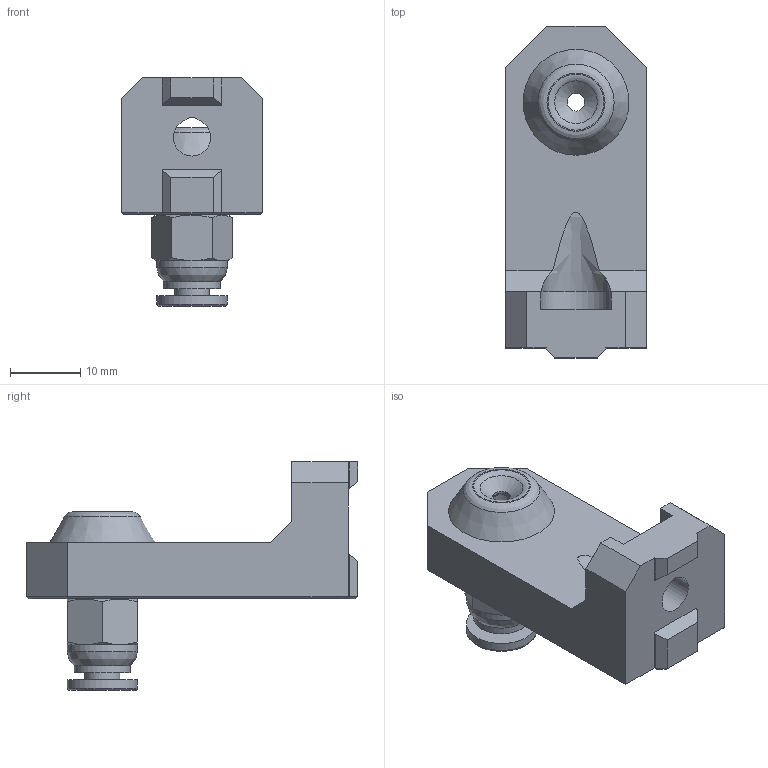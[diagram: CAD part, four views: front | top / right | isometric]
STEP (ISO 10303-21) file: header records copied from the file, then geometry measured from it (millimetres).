
FILE_DESCRIPTION(/* description */ (''),/* implementation_level */ '2;1');
FILE_NAME(/* name */ 'frame_mount_standard.step',/* time_stamp */ '2024-10-11T11:27:55+02:00',/* author */ (''),/* organization */ (''),/* preprocessor_version */ 'ST-DEVELOPER v20',/* originating_system */ 'Autodesk Translation Framework v13.20.0.188',/* authorisation */ '');
FILE_SCHEMA (('AUTOMOTIVE_DESIGN { 1 0 10303 214 3 1 1 }'));
Length unit declared in the file: millimetre
Products named in the file (2): frame_mount_standard; pc4-m10
Assembly tree (1 placements, depth 2):
  frame_mount_standard
    pc4-m10
Bounding box: 20 x 47.26 x 32.53 mm (x, y, z)
Volume: 9493.6 mm3; surface area: 5158.5 mm2
Topology: 2 solids, 4 shells, 155 faces, 389 edges, 245 vertices
Faces by surface type: plane 94, cylinder 38, cone 14, bspline 5, torus 4
Full cylindrical faces by diameter (mm): 2.5 x1, 4.2 x1, 4.4 x1, 5 x1, 6.2 x1, 8 x1, 8.744 x3, 9.036 x6, 9.884 x3, 10 x2, 10.147 x5
Entity records: 7676 total; most frequent: CARTESIAN_POINT 4035, ORIENTED_EDGE 778, DIRECTION 682, EDGE_CURVE 389, VERTEX_POINT 245, LINE 232, VECTOR 232, AXIS2_PLACEMENT_3D 225
